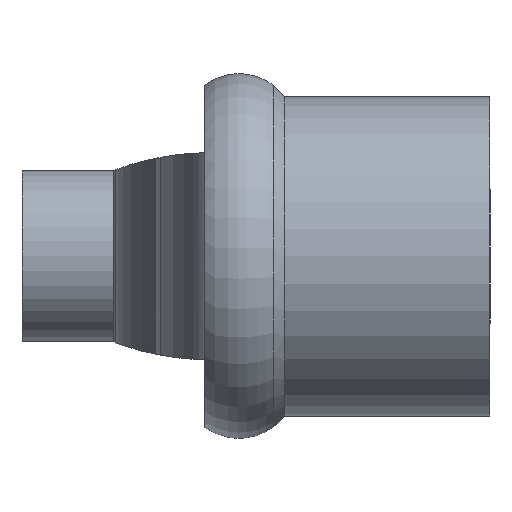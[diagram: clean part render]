
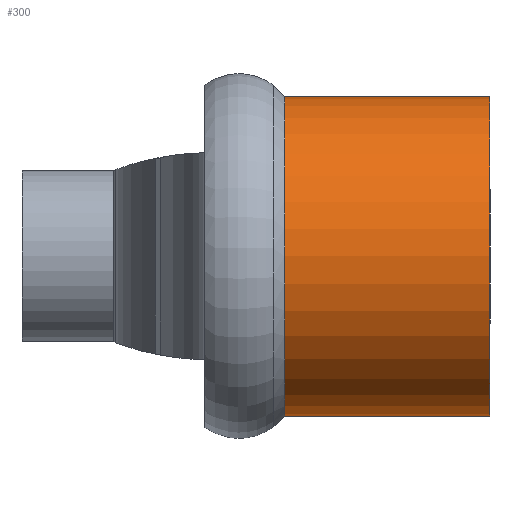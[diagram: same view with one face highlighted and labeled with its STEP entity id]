
A CAD part, left-side view. The second image highlights one B-rep face of the part: STEP entity #300.
In plain terms, the highlighted cylindrical face has radius 14 mm (diameter 28 mm), a full revolution.
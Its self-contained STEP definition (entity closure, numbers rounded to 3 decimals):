
#129=FACE_BOUND('',#423,.T.);
#130=FACE_BOUND('',#424,.T.);
#300=ADVANCED_FACE('',(#129,#130),#325,.T.);
#325=CYLINDRICAL_SURFACE('',#1191,14.);
#423=EDGE_LOOP('',(#686));
#424=EDGE_LOOP('',(#687));
#452=CIRCLE('',#1189,14.);
#453=CIRCLE('',#1190,14.);
#686=ORIENTED_EDGE('',*,*,#1018,.T.);
#687=ORIENTED_EDGE('',*,*,#1019,.F.);
#871=VERTEX_POINT('',#2939);
#872=VERTEX_POINT('',#2941);
#1018=EDGE_CURVE('',#871,#871,#452,.T.);
#1019=EDGE_CURVE('',#872,#872,#453,.T.);
#1189=AXIS2_PLACEMENT_3D('',#2938,#1360,#1361);
#1190=AXIS2_PLACEMENT_3D('',#2940,#1362,#1363);
#1191=AXIS2_PLACEMENT_3D('',#2942,#1364,#1365);
#1360=DIRECTION('',(0.,-1.,0.));
#1361=DIRECTION('',(0.,0.,1.));
#1362=DIRECTION('',(0.,-1.,0.));
#1363=DIRECTION('',(0.,0.,-1.));
#1364=DIRECTION('',(0.,-1.,0.));
#1365=DIRECTION('',(0.,0.,-1.));
#2938=CARTESIAN_POINT('',(135.5,40.,0.));
#2939=CARTESIAN_POINT('',(135.5,40.,14.));
#2940=CARTESIAN_POINT('',(135.5,22.,0.));
#2941=CARTESIAN_POINT('',(135.5,22.,-14.));
#2942=CARTESIAN_POINT('',(135.5,14.5,0.));
